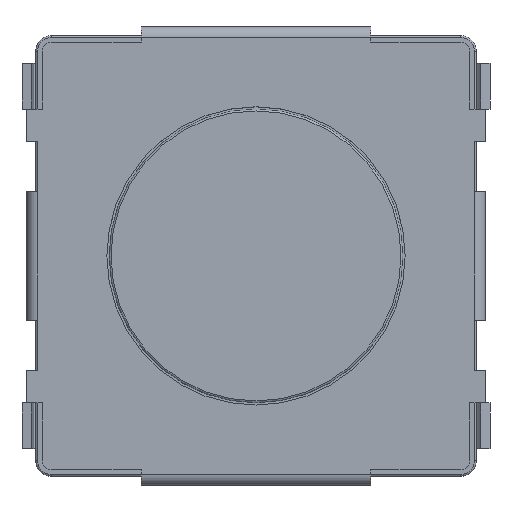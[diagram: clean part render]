
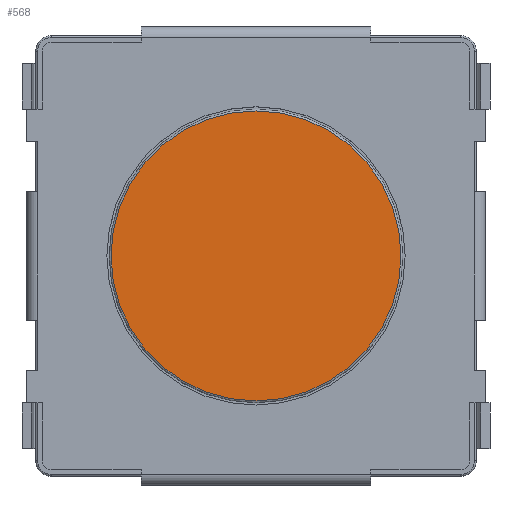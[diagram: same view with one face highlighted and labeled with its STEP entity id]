
A CAD part, top view. The second image highlights one B-rep face of the part: STEP entity #568.
In plain terms, the highlighted planar face has unit normal (0, 0, 1).
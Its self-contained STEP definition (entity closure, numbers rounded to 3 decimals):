
#568 = ADVANCED_FACE( '', ( #1098 ), #1099, .T. );
#1098 = FACE_OUTER_BOUND( '', #1516, .T. );
#1099 = PLANE( '', #1517 );
#1516 = EDGE_LOOP( '', ( #2246 ) );
#1517 = AXIS2_PLACEMENT_3D( '', #2247, #2248, #2249 );
#2246 = ORIENTED_EDGE( '', *, *, #3483, .T. );
#2247 = CARTESIAN_POINT( '', ( -1.6, 0., 0.8 ) );
#2248 = DIRECTION( '', ( 0., 0., 1. ) );
#2249 = DIRECTION( '', ( 1., 0., 0. ) );
#3483 = EDGE_CURVE( '', #4070, #4070, #4071, .T. );
#4070 = VERTEX_POINT( '', #4781 );
#4071 = CIRCLE( '', #4782, 1.58 );
#4781 = CARTESIAN_POINT( '', ( 1.58, 0., 0.8 ) );
#4782 = AXIS2_PLACEMENT_3D( '', #5584, #5585, #5586 );
#5584 = CARTESIAN_POINT( '', ( 0., 0., 0.8 ) );
#5585 = DIRECTION( '', ( 0., 0., 1. ) );
#5586 = DIRECTION( '', ( 1., 0., 0. ) );
